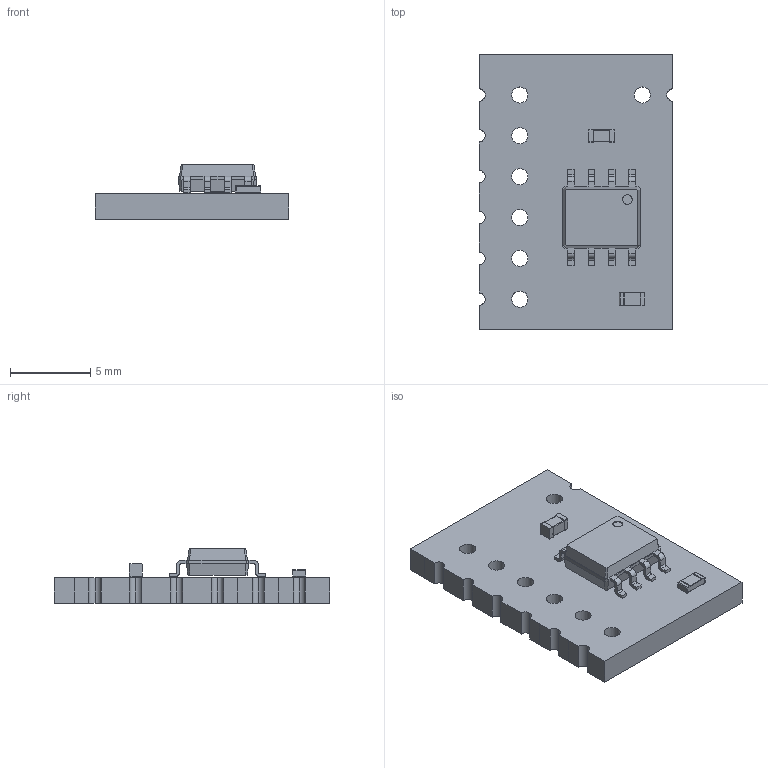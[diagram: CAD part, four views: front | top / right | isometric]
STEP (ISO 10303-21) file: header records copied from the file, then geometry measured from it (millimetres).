
FILE_DESCRIPTION(('KiCad electronic assembly'),'2;1');
FILE_NAME('15_XCAN.step','2023-04-21T16:45:52',('Pcbnew'),('Kicad'), 'Open CASCADE STEP processor 7.6','KiCad to STEP converter','Unknown' );
FILE_SCHEMA(('AUTOMOTIVE_DESIGN { 1 0 10303 214 1 1 1 1 }'));
Length unit declared in the file: millimetre
Products named in the file (8): 15_XCAN 1; R_0603_1608Metric; SOLID; C_0603_1608Metric; SOIC-8_3.9x4.9mm_P1.27mm; 15_XCAN PCB
Assembly tree (7 placements, depth 3):
  15_XCAN 1
    R_0603_1608Metric
      SOLID
    C_0603_1608Metric
      SOLID
    SOIC-8_3.9x4.9mm_P1.27mm
      SOLID
    15_XCAN PCB
Bounding box: 12.06 x 17.14 x 3.4 mm (x, y, z)
Volume: 351.3 mm3; surface area: 622.8 mm2
Topology: 4 solids, 4 shells, 248 faces, 651 edges, 414 vertices
Faces by surface type: bspline 210, cylinder 20, plane 18
Full cylindrical faces by diameter (mm): 1 x7
Entity records: 16475 total; most frequent: CARTESIAN_POINT 5872, B_SPLINE_CURVE_WITH_KNOTS 1445, ORIENTED_EDGE 1302, PCURVE 1302, DEFINITIONAL_REPRESENTATION 1302, EDGE_CURVE 651, SURFACE_CURVE 643, VERTEX_POINT 414
